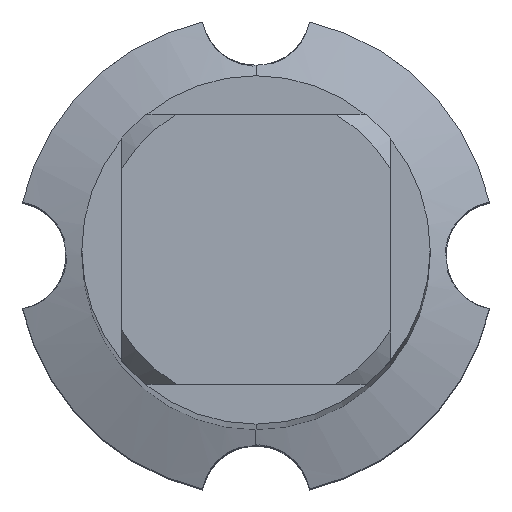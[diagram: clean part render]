
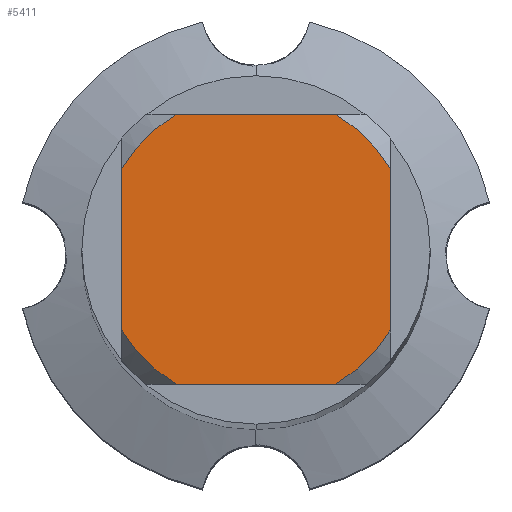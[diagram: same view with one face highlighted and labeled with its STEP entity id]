
A CAD part, top view. The second image highlights one B-rep face of the part: STEP entity #5411.
In plain terms, the highlighted planar face has unit normal (0, 0, 1).
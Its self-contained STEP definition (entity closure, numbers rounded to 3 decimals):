
#2583=EDGE_CURVE('',#4549,#3877,#6671,.T.);
#2879=EDGE_CURVE('',#4689,#3877,#6985,.T.);
#3169=EDGE_CURVE('',#4689,#3453,#7297,.T.);
#3171=EDGE_CURVE('',#4549,#5943,#7299,.T.);
#3423=EDGE_CURVE('',#3659,#5945,#7575,.T.);
#3453=VERTEX_POINT('',#7607);
#3659=VERTEX_POINT('',#7831);
#3871=EDGE_CURVE('',#3659,#3453,#8060,.T.);
#3877=VERTEX_POINT('',#8066);
#3929=EDGE_CURVE('',#5383,#5945,#8124,.T.);
#4549=VERTEX_POINT('',#8801);
#4689=VERTEX_POINT('',#8947);
#4859=EDGE_CURVE('',#5383,#5943,#9130,.T.);
#5383=VERTEX_POINT('',#9699);
#5411=ADVANCED_FACE('',(#9730),#9731,.T.);
#5943=VERTEX_POINT('',#10317);
#5945=VERTEX_POINT('',#10319);
#6671=LINE('',#11547,#11548);
#6985=CIRCLE('',#12143,3.6);
#7297=LINE('',#12692,#12693);
#7299=CIRCLE('',#12696,3.6);
#7575=LINE('',#13251,#13252);
#7607=CARTESIAN_POINT('',(3.1,1.83,0.0));
#7831=CARTESIAN_POINT('',(1.83,3.1,0.0));
#8060=CIRCLE('',#14120,3.6);
#8066=CARTESIAN_POINT('',(1.83,-3.1,0.0));
#8124=CIRCLE('',#14232,3.6);
#8801=CARTESIAN_POINT('',(-1.83,-3.1,0.0));
#8947=CARTESIAN_POINT('',(3.1,-1.83,0.0));
#9130=LINE('',#16165,#16166);
#9699=CARTESIAN_POINT('',(-3.1,1.83,0.0));
#9730=FACE_OUTER_BOUND('',#17366,.T.);
#9731=PLANE('',#17367);
#10317=CARTESIAN_POINT('',(-3.1,-1.83,0.0));
#10319=CARTESIAN_POINT('',(-1.83,3.1,0.0));
#11547=CARTESIAN_POINT('',(0.0,-3.1,0.0));
#11548=VECTOR('',#19287,1.0);
#12143=AXIS2_PLACEMENT_3D('',#19539,#19540,#19541);
#12692=CARTESIAN_POINT('',(3.1,0.9,0.0));
#12693=VECTOR('',#19939,1.0);
#12696=AXIS2_PLACEMENT_3D('',#19940,#19941,#19942);
#13251=CARTESIAN_POINT('',(0.0,3.1,0.0));
#13252=VECTOR('',#20221,1.0);
#14120=AXIS2_PLACEMENT_3D('',#20668,#20669,#20670);
#14232=AXIS2_PLACEMENT_3D('',#20742,#20743,#20744);
#16165=CARTESIAN_POINT('',(-3.1,0.9,0.0));
#16166=VECTOR('',#21687,1.0);
#17366=EDGE_LOOP('',(#22376,#22377,#22378,#22379,#22380,#22381,#22382,#22383));
#17367=AXIS2_PLACEMENT_3D('',#22384,#22385,#22386);
#19287=DIRECTION('',(1.0,0.0,0.0));
#19539=CARTESIAN_POINT('',(0.0,0.0,0.0));
#19540=DIRECTION('',(0.0,0.0,-1.0));
#19541=DIRECTION('',(0.0,1.0,0.0));
#19939=DIRECTION('',(-0.0,1.0,0.0));
#19940=CARTESIAN_POINT('',(0.0,0.0,0.0));
#19941=DIRECTION('',(0.0,0.0,-1.0));
#19942=DIRECTION('',(0.0,1.0,0.0));
#20221=DIRECTION('',(-1.0,0.0,0.0));
#20668=CARTESIAN_POINT('',(0.0,0.0,0.0));
#20669=DIRECTION('',(0.0,0.0,-1.0));
#20670=DIRECTION('',(0.0,1.0,0.0));
#20742=CARTESIAN_POINT('',(0.0,0.0,0.0));
#20743=DIRECTION('',(0.0,0.0,-1.0));
#20744=DIRECTION('',(0.0,1.0,0.0));
#21687=DIRECTION('',(-0.0,-1.0,0.0));
#22376=ORIENTED_EDGE('',*,*,#4859,.T.);
#22377=ORIENTED_EDGE('',*,*,#3171,.F.);
#22378=ORIENTED_EDGE('',*,*,#2583,.T.);
#22379=ORIENTED_EDGE('',*,*,#2879,.F.);
#22380=ORIENTED_EDGE('',*,*,#3169,.T.);
#22381=ORIENTED_EDGE('',*,*,#3871,.F.);
#22382=ORIENTED_EDGE('',*,*,#3423,.T.);
#22383=ORIENTED_EDGE('',*,*,#3929,.F.);
#22384=CARTESIAN_POINT('',(0.0,1.8,0.0));
#22385=DIRECTION('',(-0.0,0.0,1.0));
#22386=DIRECTION('',(0.0,-1.0,0.0));
